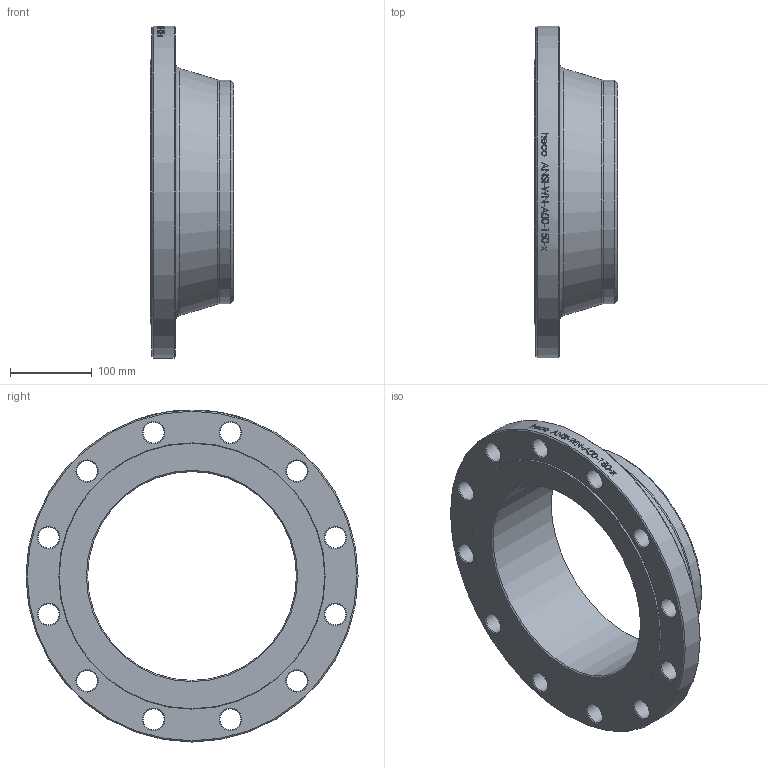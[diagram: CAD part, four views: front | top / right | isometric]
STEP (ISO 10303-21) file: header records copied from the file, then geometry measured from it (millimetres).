
FILE_DESCRIPTION (( 'STEP AP214' ), '1' );
FILE_NAME ('ANSI-WN-A00-150-x Vorschweissflansch ASME B16.5 Class150 2102.STEP', '2021-02-08T10:51:50', ( '' ), ( '' ), 'SwSTEP 2.0', 'SolidWorks 2019', '' );
FILE_SCHEMA (( 'AUTOMOTIVE_DESIGN' ));
Length unit declared in the file: millimetre
Products named in the file (1): ANSI-WN-A00-150-x Vorschweissflansch ASME B16.5 Class150 2102
Bounding box: 102 x 405 x 405 mm (x, y, z)
Volume: 3032212 mm3; surface area: 334220.3 mm2
Topology: 1 solids, 1 shells, 79 faces, 326 edges, 278 vertices
Faces by surface type: cylinder 43, cone 30, plane 4, torus 2
Full cylindrical faces by diameter (mm): 25.4 x12, 254.6 x1, 273 x1, 405 x1
Entity records: 7268 total; most frequent: CARTESIAN_POINT 4542, ORIENTED_EDGE 524, DIRECTION 408, VERTEX_POINT 262, EDGE_CURVE 262, AXIS2_PLACEMENT_3D 191, EDGE_LOOP 182, B_SPLINE_CURVE_WITH_KNOTS 125
